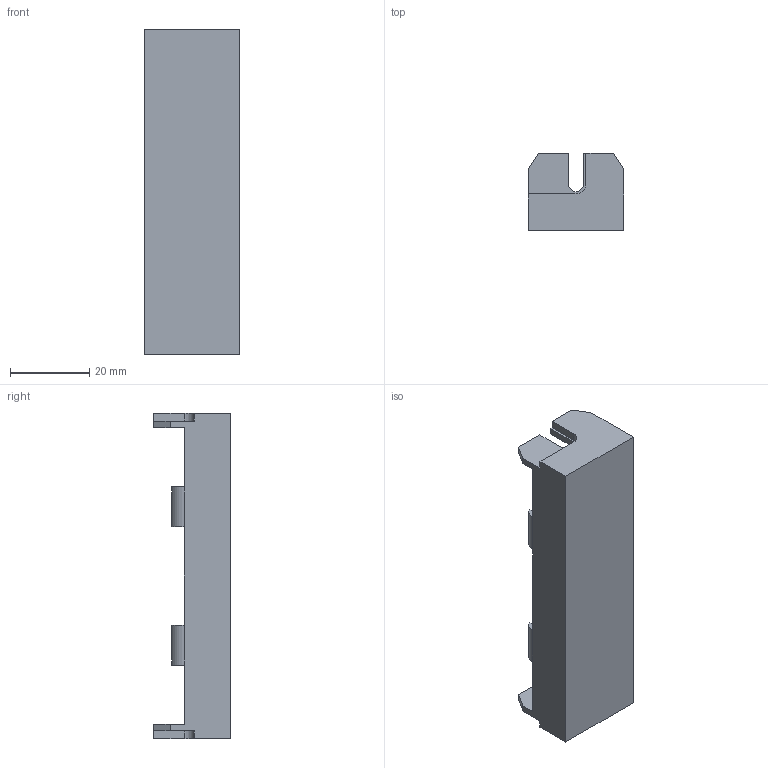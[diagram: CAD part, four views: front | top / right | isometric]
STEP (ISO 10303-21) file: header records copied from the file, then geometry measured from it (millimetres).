
FILE_DESCRIPTION(/* description */ (''),/* implementation_level */ '2;1');
FILE_NAME(/* name */ 'Battery_Holder_INR21700.stp',/* time_stamp */ '2023-07-24T19:04:04+02:00',/* author */ ('miche'),/* organization */ (''),/* preprocessor_version */ 'ST-DEVELOPER v19',/* originating_system */ 'Autodesk Inventor 2023',/* authorisation */ '');
FILE_SCHEMA (('AUTOMOTIVE_DESIGN { 1 0 10303 214 3 1 1 }'));
Length unit declared in the file: millimetre
Products named in the file (1): Battery_Holder_INR21700
Bounding box: 24.25 x 19.42 x 82.2 mm (x, y, z)
Volume: 10681.9 mm3; surface area: 8696 mm2
Topology: 1 solids, 1 shells, 52 faces, 142 edges, 93 vertices
Faces by surface type: plane 39, cylinder 13
Entity records: 1690 total; most frequent: CARTESIAN_POINT 288, ORIENTED_EDGE 284, DIRECTION 282, EDGE_CURVE 142, LINE 108, VECTOR 108, VERTEX_POINT 92, AXIS2_PLACEMENT_3D 87
